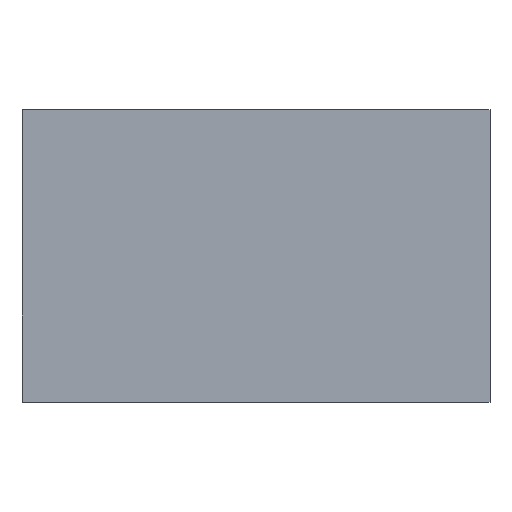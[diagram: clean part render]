
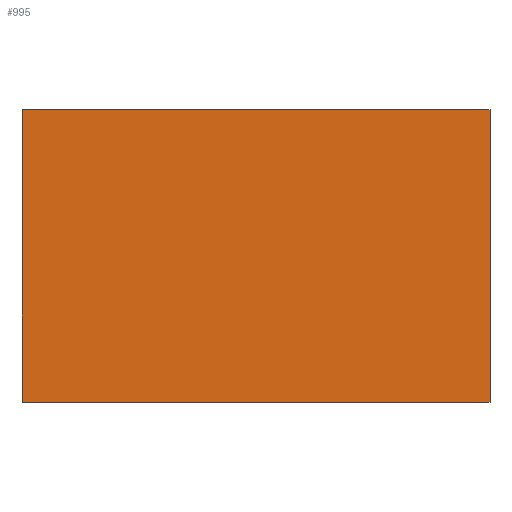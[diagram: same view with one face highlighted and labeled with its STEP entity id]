
A CAD part, top view. The second image highlights one B-rep face of the part: STEP entity #995.
In plain terms, the highlighted planar face has unit normal (0, 0, 1).
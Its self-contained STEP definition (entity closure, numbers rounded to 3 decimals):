
#108=FACE_OUTER_BOUND('',#164,.T.);
#164=EDGE_LOOP('',(#897,#898,#899,#900));
#275=LINE('',#1701,#391);
#277=LINE('',#1705,#393);
#279=LINE('',#1709,#395);
#281=LINE('',#1712,#397);
#391=VECTOR('',#1241,10.);
#393=VECTOR('',#1245,10.);
#395=VECTOR('',#1249,10.);
#397=VECTOR('',#1253,10.);
#486=VERTEX_POINT('',#1698);
#487=VERTEX_POINT('',#1700);
#488=VERTEX_POINT('',#1704);
#489=VERTEX_POINT('',#1708);
#621=EDGE_CURVE('',#486,#487,#275,.T.);
#623=EDGE_CURVE('',#487,#488,#277,.T.);
#625=EDGE_CURVE('',#488,#489,#279,.T.);
#627=EDGE_CURVE('',#489,#486,#281,.T.);
#897=ORIENTED_EDGE('',*,*,#621,.F.);
#898=ORIENTED_EDGE('',*,*,#627,.F.);
#899=ORIENTED_EDGE('',*,*,#625,.F.);
#900=ORIENTED_EDGE('',*,*,#623,.F.);
#943=PLANE('',#1056);
#995=ADVANCED_FACE('',(#108),#943,.T.);
#1056=AXIS2_PLACEMENT_3D('',#1713,#1254,#1255);
#1241=DIRECTION('',(0.,-1.,0.));
#1245=DIRECTION('',(-1.,0.,0.));
#1249=DIRECTION('',(0.,1.,0.));
#1253=DIRECTION('',(1.,0.,0.));
#1254=DIRECTION('center_axis',(0.,0.,1.));
#1255=DIRECTION('ref_axis',(1.,0.,0.));
#1698=CARTESIAN_POINT('',(1.,0.625,0.5));
#1700=CARTESIAN_POINT('',(1.,-0.625,0.5));
#1701=CARTESIAN_POINT('',(1.,0.625,0.5));
#1704=CARTESIAN_POINT('',(-1.,-0.625,0.5));
#1705=CARTESIAN_POINT('',(1.,-0.625,0.5));
#1708=CARTESIAN_POINT('',(-1.,0.625,0.5));
#1709=CARTESIAN_POINT('',(-1.,-0.625,0.5));
#1712=CARTESIAN_POINT('',(-1.,0.625,0.5));
#1713=CARTESIAN_POINT('Origin',(0.,0.,0.5));
